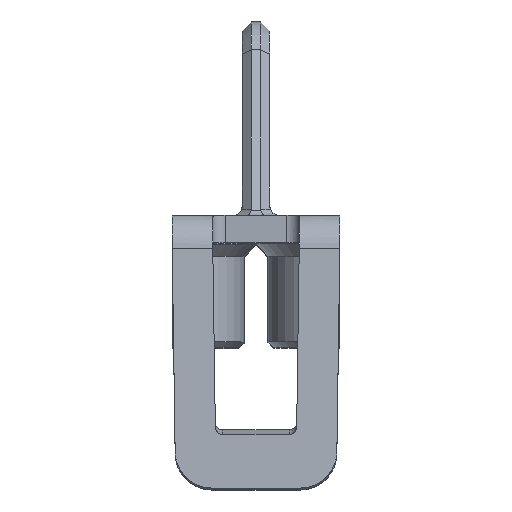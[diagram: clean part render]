
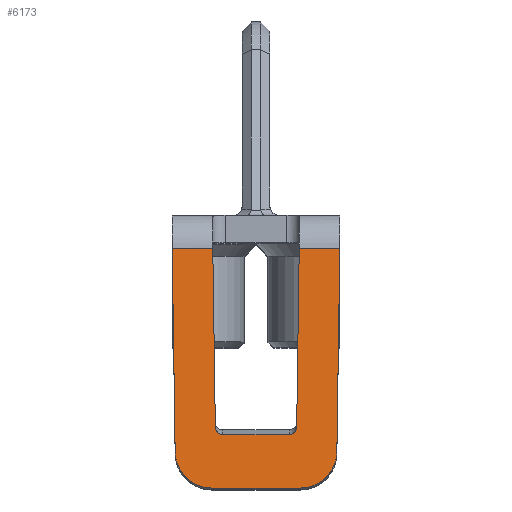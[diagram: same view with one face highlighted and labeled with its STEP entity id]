
A CAD part, top view. The second image highlights one B-rep face of the part: STEP entity #6173.
In plain terms, the highlighted planar face has unit normal (0, 0.087, 0.996).
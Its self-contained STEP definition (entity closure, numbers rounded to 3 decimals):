
#303=DIRECTION('',(0.014,0.996,-0.087));
#304=VECTOR('',#303,11.046);
#305=CARTESIAN_POINT('',(4.387,-11.329,30.822));
#306=LINE('',#305,#304);
#446=DIRECTION('',(0.014,-0.996,0.087));
#447=VECTOR('',#446,11.046);
#448=CARTESIAN_POINT('',(-4.545,-0.326,
29.86));
#449=LINE('',#448,#447);
#2067=CARTESIAN_POINT('',(-4.387,-11.329,
30.822));
#2068=CARTESIAN_POINT('',(-4.382,-11.657,
30.851));
#2069=CARTESIAN_POINT('',(-4.234,-12.172,
30.896));
#2070=CARTESIAN_POINT('',(-3.821,-12.753,
30.947));
#2071=CARTESIAN_POINT('',(-3.234,-13.158,
30.982));
#2072=CARTESIAN_POINT('',(-2.716,-13.3,30.995));
#2073=CARTESIAN_POINT('',(-2.387,-13.3,30.995));
#2075=DIRECTION('',(-1.,0.,0.));
#2076=VECTOR('',#2075,2.2);
#2077=CARTESIAN_POINT('',(-2.345,-0.326,
29.86));
#2078=LINE('',#2077,#2076);
#2079=DIRECTION('',(0.014,-0.996,0.087));
#2080=VECTOR('',#2079,9.706);
#2081=CARTESIAN_POINT('',(-2.345,-0.326,
29.86));
#2082=LINE('',#2081,#2080);
#2083=DIRECTION('',(1.,0.,0.));
#2084=VECTOR('',#2083,3.611);
#2085=CARTESIAN_POINT('',(-1.806,-10.4,30.741));
#2086=LINE('',#2085,#2084);
#2087=DIRECTION('',(0.014,0.996,-0.087));
#2088=VECTOR('',#2087,9.706);
#2089=CARTESIAN_POINT('',(2.206,-9.993,30.706));
#2090=LINE('',#2089,#2088);
#2091=DIRECTION('',(-1.,0.,0.));
#2092=VECTOR('',#2091,2.2);
#2093=CARTESIAN_POINT('',(4.545,-0.326,
29.86));
#2094=LINE('',#2093,#2092);
#2095=CARTESIAN_POINT('',(2.387,-13.3,30.995));
#2096=CARTESIAN_POINT('',(2.716,-13.3,30.995));
#2097=CARTESIAN_POINT('',(3.234,-13.158,30.982));
#2098=CARTESIAN_POINT('',(3.821,-12.753,30.947));
#2099=CARTESIAN_POINT('',(4.234,-12.172,30.896));
#2100=CARTESIAN_POINT('',(4.382,-11.657,30.851));
#2101=CARTESIAN_POINT('',(4.387,-11.329,30.822));
#2107=DIRECTION('',(1.,0.,0.));
#2108=VECTOR('',#2107,4.774);
#2109=CARTESIAN_POINT('',(-2.387,-13.3,30.995));
#2110=LINE('',#2109,#2108);
#2195=CARTESIAN_POINT('',(2.206,-9.993,30.706));
#2196=CARTESIAN_POINT('',(2.204,-10.127,30.717));
#2197=CARTESIAN_POINT('',(2.104,-10.296,30.732));
#2198=CARTESIAN_POINT('',(1.939,-10.4,30.741));
#2199=CARTESIAN_POINT('',(1.806,-10.4,30.741));
#2225=CARTESIAN_POINT('',(-1.806,-10.4,30.741));
#2226=CARTESIAN_POINT('',(-1.939,-10.4,30.741));
#2227=CARTESIAN_POINT('',(-2.104,-10.296,
30.732));
#2228=CARTESIAN_POINT('',(-2.204,-10.127,
30.717));
#2229=CARTESIAN_POINT('',(-2.206,-9.993,
30.706));
#2775=CARTESIAN_POINT('',(-2.206,-9.993,
30.706));
#2777=VERTEX_POINT('',#2775);
#2779=CARTESIAN_POINT('',(-1.806,-10.4,30.741));
#2781=VERTEX_POINT('',#2779);
#2782=CARTESIAN_POINT('',(2.206,-9.993,30.706));
#2784=VERTEX_POINT('',#2782);
#2786=CARTESIAN_POINT('',(1.806,-10.4,30.741));
#2788=VERTEX_POINT('',#2786);
#2794=CARTESIAN_POINT('',(2.345,-0.326,
29.86));
#2795=VERTEX_POINT('',#2794);
#2796=CARTESIAN_POINT('',(-2.345,-0.326,
29.86));
#2797=VERTEX_POINT('',#2796);
#2872=CARTESIAN_POINT('',(-4.545,-0.326,
29.86));
#2873=VERTEX_POINT('',#2872);
#2874=CARTESIAN_POINT('',(4.545,-0.326,
29.86));
#2875=VERTEX_POINT('',#2874);
#3007=VERTEX_POINT('',#2067);
#3008=VERTEX_POINT('',#2073);
#3016=CARTESIAN_POINT('',(2.387,-13.3,30.995));
#3017=VERTEX_POINT('',#3016);
#3018=VERTEX_POINT('',#2101);
#6147=CARTESIAN_POINT('',(4.55,1.5,29.7));
#6148=DIRECTION('',(0.,0.087,0.996));
#6149=DIRECTION('',(0.,-0.996,0.087));
#6150=AXIS2_PLACEMENT_3D('',#6147,#6148,#6149);
#6151=PLANE('',#6150);
#6153=ORIENTED_EDGE('',*,*,#6152,.F.);
#6154=ORIENTED_EDGE('',*,*,#3744,.F.);
#6155=ORIENTED_EDGE('',*,*,#6060,.F.);
#6157=ORIENTED_EDGE('',*,*,#6156,.T.);
#6159=ORIENTED_EDGE('',*,*,#6158,.F.);
#6161=ORIENTED_EDGE('',*,*,#6160,.T.);
#6163=ORIENTED_EDGE('',*,*,#6162,.F.);
#6164=ORIENTED_EDGE('',*,*,#6134,.T.);
#6165=ORIENTED_EDGE('',*,*,#6121,.F.);
#6166=ORIENTED_EDGE('',*,*,#3596,.F.);
#6168=ORIENTED_EDGE('',*,*,#6167,.F.);
#6170=ORIENTED_EDGE('',*,*,#6169,.F.);
#6171=EDGE_LOOP('',(#6153,#6154,#6155,#6157,#6159,#6161,#6163,#6164,#6165,#6166,
#6168,#6170));
#6172=FACE_OUTER_BOUND('',#6171,.F.);
#6173=ADVANCED_FACE('',(#6172),#6151,.T.);
#2074=B_SPLINE_CURVE_WITH_KNOTS('',3,(#2067,#2068,#2069,#2070,#2071,#2072,
#2073),.UNSPECIFIED.,.F.,.F.,(4,1,1,1,4),(0.,0.25,0.5,0.75,1.),
.UNSPECIFIED.);
#2102=B_SPLINE_CURVE_WITH_KNOTS('',3,(#2095,#2096,#2097,#2098,#2099,#2100,
#2101),.UNSPECIFIED.,.F.,.F.,(4,1,1,1,4),(0.,0.25,0.5,0.75,1.),
.UNSPECIFIED.);
#2200=B_SPLINE_CURVE_WITH_KNOTS('',3,(#2195,#2196,#2197,#2198,#2199),
.UNSPECIFIED.,.F.,.F.,(4,1,4),(0.,0.5,1.),.UNSPECIFIED.);
#2230=B_SPLINE_CURVE_WITH_KNOTS('',3,(#2225,#2226,#2227,#2228,#2229),
.UNSPECIFIED.,.F.,.F.,(4,1,4),(0.,0.5,1.),.UNSPECIFIED.);
#3596=EDGE_CURVE('',#3018,#2875,#306,.T.);
#3744=EDGE_CURVE('',#2873,#3007,#449,.T.);
#6060=EDGE_CURVE('',#2797,#2873,#2078,.T.);
#6121=EDGE_CURVE('',#2875,#2795,#2094,.T.);
#6134=EDGE_CURVE('',#2784,#2795,#2090,.T.);
#6152=EDGE_CURVE('',#3007,#3008,#2074,.T.);
#6156=EDGE_CURVE('',#2797,#2777,#2082,.T.);
#6158=EDGE_CURVE('',#2781,#2777,#2230,.T.);
#6160=EDGE_CURVE('',#2781,#2788,#2086,.T.);
#6162=EDGE_CURVE('',#2784,#2788,#2200,.T.);
#6167=EDGE_CURVE('',#3017,#3018,#2102,.T.);
#6169=EDGE_CURVE('',#3008,#3017,#2110,.T.);
